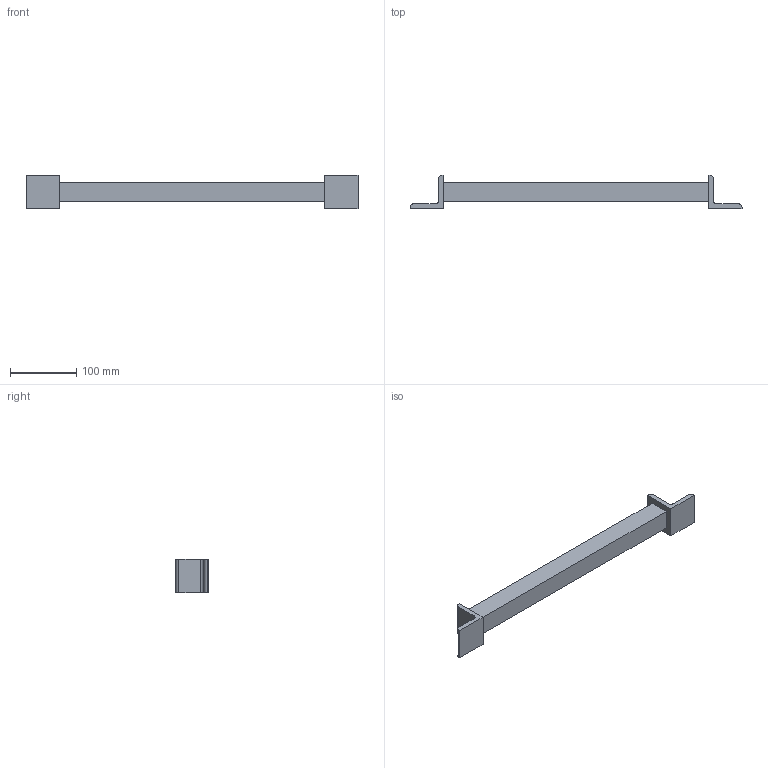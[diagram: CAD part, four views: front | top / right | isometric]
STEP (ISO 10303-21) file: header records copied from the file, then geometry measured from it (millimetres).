
FILE_DESCRIPTION (( 'STEP AP214' ), '1' );
FILE_NAME ('Sestav.STEP', '2020-01-13T07:54:15', ( '' ), ( '' ), 'SwSTEP 2.0', 'SolidWorks 2019', '' );
FILE_SCHEMA (( 'AUTOMOTIVE_DESIGN' ));
Length unit declared in the file: millimetre
Products named in the file (3): Cev; Kotnik; Sestav
Assembly tree (3 placements, depth 2):
  Sestav
    Kotnik  x2
    Cev
Bounding box: 500 x 50 x 50 mm (x, y, z)
Volume: 264563.5 mm3; surface area: 102938.7 mm2
Topology: 3 solids, 3 shells, 32 faces, 78 edges, 52 vertices
Faces by surface type: plane 26, cylinder 6
Entity records: 733 total; most frequent: CARTESIAN_POINT 112, DIRECTION 111, ORIENTED_EDGE 102, EDGE_CURVE 51, VECTOR 45, LINE 45, VERTEX_POINT 34, AXIS2_PLACEMENT_3D 33
